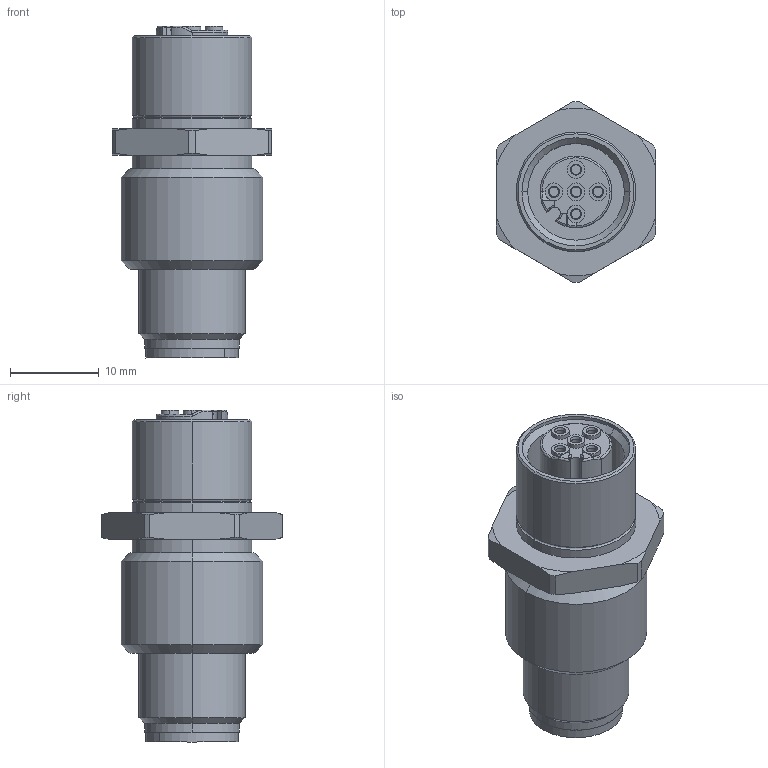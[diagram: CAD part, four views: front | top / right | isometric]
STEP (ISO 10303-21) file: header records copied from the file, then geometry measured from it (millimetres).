
FILE_DESCRIPTION(/* description */ ('Alibre Inc.'),/* implementation_level */ '2;1');
FILE_NAME(/* name */ 'export-64E53361-821A-4752-BDEE-55D37868D2E9',/* time_stamp */ '2022-10-22T14:21:01+02:00',/* author */ (''),/* organization */ (''),/* preprocessor_version */ 'ST-DEVELOPER v17',/* originating_system */ 'Alibre',/* authorisation */ '');
FILE_SCHEMA (('AUTOMOTIVE_DESIGN'));
Length unit declared in the file: millimetre
Products named in the file (1): 1551671
Bounding box: 18 x 20.4 x 37.5 mm (x, y, z)
Volume: 5121.3 mm3; surface area: 3164.5 mm2
Topology: 1 solids, 1 shells, 193 faces, 489 edges, 311 vertices
Faces by surface type: cylinder 80, cone 42, plane 42, torus 14, sphere 13, bspline 2
Entity records: 6458 total; most frequent: CARTESIAN_POINT 1802, ORIENTED_EDGE 952, DIRECTION 911, EDGE_CURVE 476, AXIS2_PLACEMENT_3D 405, VERTEX_POINT 311, CIRCLE 271, EDGE_LOOP 219
